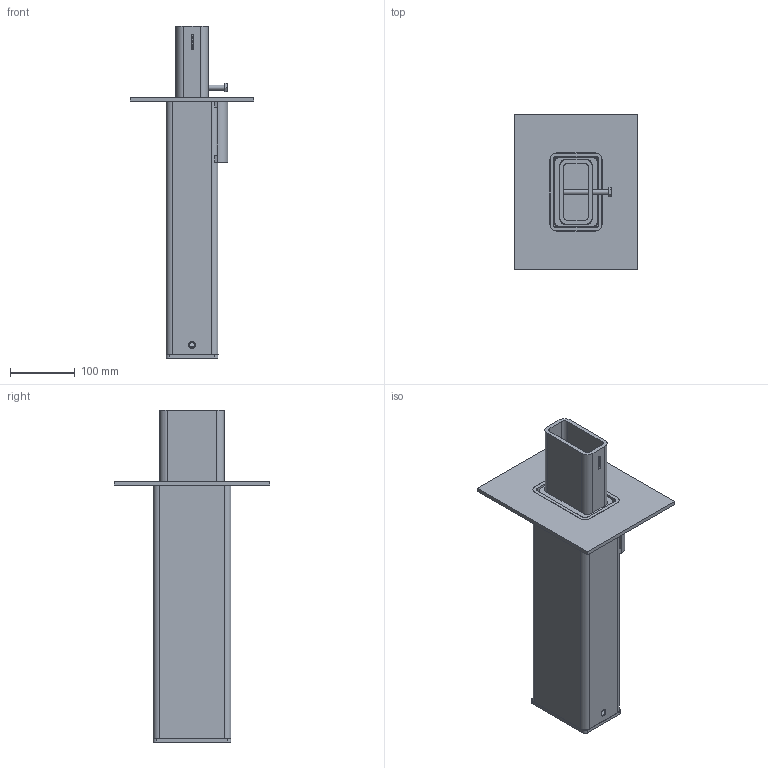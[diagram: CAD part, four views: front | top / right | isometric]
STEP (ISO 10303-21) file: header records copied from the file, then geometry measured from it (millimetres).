
FILE_DESCRIPTION(/* description */ (''),/* implementation_level */ '2;1');
FILE_NAME(/* name */ 'TSS 102.stp',/* time_stamp */ '2019-09-05T08:45:41+02:00',/* author */ ('Bruker'),/* organization */ (''),/* preprocessor_version */ 'ST-DEVELOPER v18',/* originating_system */ 'Autodesk Inventor 2020',/* authorisation */ '');
FILE_SCHEMA (('AUTOMOTIVE_DESIGN { 1 0 10303 214 3 1 1 }'));
Length unit declared in the file: millimetre
Products named in the file (12): TSS 102; TSS 102-1 Komplett innerrør; TSS 102-1-1 Innerrør; TSS 102-1-2 Dempeboks; BWC 40-265-2-3 Skumgummi til innerrør; TSS 102-2 Komplett ytterrør; TSS 102-2 Komplett ytterrør_1; TSS 102-2-1 Ytterrør; RVK 101-6 Halvmåne; DIN 960 - M8 x 1 x 70; TSS 102-3 Plastlokk; Gummiflens RVK-TSS 102
Assembly tree (12 placements, depth 3):
  TSS 102
    TSS 102-1 Komplett innerrør
      TSS 102-1-1 Innerrør
      TSS 102-1-2 Dempeboks
      BWC 40-265-2-3 Skumgummi til innerrør
    TSS 102-2 Komplett ytterrør
      TSS 102-2 Komplett ytterrør_1
      TSS 102-2-1 Ytterrør
      RVK 101-6 Halvmåne  x2
    DIN 960 - M8 x 1 x 70
    TSS 102-3 Plastlokk
    Gummiflens RVK-TSS 102
Bounding box: 190 x 240 x 512 mm (x, y, z)
Volume: 2164976.2 mm3; surface area: 813279.9 mm2
Topology: 17 solids, 17 shells, 577 faces, 1517 edges, 997 vertices
Faces by surface type: plane 372, cylinder 100, bspline 69, cone 35, torus 1
Full cylindrical faces by diameter (mm): 8 x3, 10.5 x5, 11.6 x1
Entity records: 18654 total; most frequent: CARTESIAN_POINT 4223, ORIENTED_EDGE 3008, DIRECTION 2672, EDGE_CURVE 1504, LINE 1094, VECTOR 1094, VERTEX_POINT 977, AXIS2_PLACEMENT_3D 789
